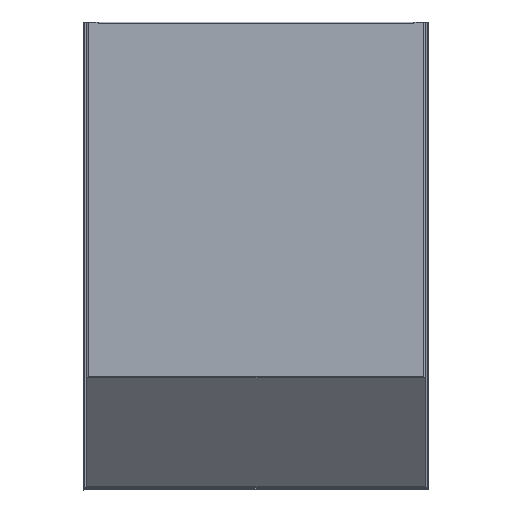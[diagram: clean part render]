
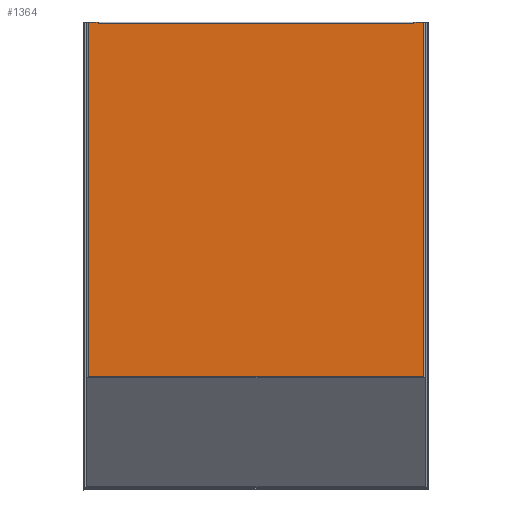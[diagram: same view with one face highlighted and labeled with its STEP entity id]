
A CAD part, front view. The second image highlights one B-rep face of the part: STEP entity #1364.
In plain terms, the highlighted planar face has unit normal (0, -1, 0).
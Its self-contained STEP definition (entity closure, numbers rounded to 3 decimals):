
#75=CARTESIAN_POINT('',(-173.,-110.,-366.128));
#93=DIRECTION('',(0.,0.,-1.));
#94=VECTOR('',#93,366.128);
#95=CARTESIAN_POINT('',(-173.,-110.,0.));
#96=LINE('',#95,#94);
#154=DIRECTION('',(1.,0.,0.));
#155=VECTOR('',#154,346.);
#156=CARTESIAN_POINT('',(-173.,-110.,-366.128));
#157=LINE('',#156,#155);
#176=DIRECTION('',(0.5,0.,-0.866));
#177=VECTOR('',#176,2.078);
#178=CARTESIAN_POINT('',(-164.039,-110.,0.));
#179=LINE('',#178,#177);
#180=DIRECTION('',(0.5,0.,0.866));
#181=VECTOR('',#180,2.078);
#182=CARTESIAN_POINT('',(163.,-110.,-1.8));
#183=LINE('',#182,#181);
#188=DIRECTION('',(-1.,0.,0.));
#189=VECTOR('',#188,8.961);
#190=CARTESIAN_POINT('',(-164.039,-110.,0.));
#191=LINE('',#190,#189);
#443=DIRECTION('',(0.,0.,1.));
#444=VECTOR('',#443,366.128);
#445=CARTESIAN_POINT('',(173.,-110.,-366.128));
#446=LINE('',#445,#444);
#480=DIRECTION('',(-1.,0.,0.));
#481=VECTOR('',#480,8.961);
#482=CARTESIAN_POINT('',(173.,-110.,0.));
#483=LINE('',#482,#481);
#498=DIRECTION('',(-1.,0.,0.));
#499=VECTOR('',#498,326.);
#500=CARTESIAN_POINT('',(163.,-110.,-1.8));
#501=LINE('',#500,#499);
#834=VERTEX_POINT('',#75);
#835=CARTESIAN_POINT('',(-173.,-110.,0.));
#836=VERTEX_POINT('',#835);
#863=CARTESIAN_POINT('',(173.,-110.,-366.128));
#864=VERTEX_POINT('',#863);
#866=CARTESIAN_POINT('',(-164.039,-110.,0.));
#867=CARTESIAN_POINT('',(-163.,-110.,-1.8));
#868=VERTEX_POINT('',#866);
#869=VERTEX_POINT('',#867);
#870=CARTESIAN_POINT('',(163.,-110.,-1.8));
#871=VERTEX_POINT('',#870);
#872=CARTESIAN_POINT('',(164.039,-110.,0.));
#873=VERTEX_POINT('',#872);
#874=CARTESIAN_POINT('',(173.,-110.,0.));
#875=VERTEX_POINT('',#874);
#1343=CARTESIAN_POINT('',(-174.8,-110.,0.));
#1344=DIRECTION('',(0.,-1.,0.));
#1345=DIRECTION('',(0.,0.,-1.));
#1346=AXIS2_PLACEMENT_3D('',#1343,#1344,#1345);
#1347=PLANE('',#1346);
#1349=ORIENTED_EDGE('',*,*,#1348,.T.);
#1351=ORIENTED_EDGE('',*,*,#1350,.F.);
#1353=ORIENTED_EDGE('',*,*,#1352,.T.);
#1355=ORIENTED_EDGE('',*,*,#1354,.F.);
#1357=ORIENTED_EDGE('',*,*,#1356,.F.);
#1358=ORIENTED_EDGE('',*,*,#1333,.F.);
#1359=ORIENTED_EDGE('',*,*,#1145,.F.);
#1361=ORIENTED_EDGE('',*,*,#1360,.F.);
#1362=EDGE_LOOP('',(#1349,#1351,#1353,#1355,#1357,#1358,#1359,#1361));
#1363=FACE_OUTER_BOUND('',#1362,.F.);
#1364=ADVANCED_FACE('',(#1363),#1347,.T.);
#1145=EDGE_CURVE('',#836,#834,#96,.T.);
#1333=EDGE_CURVE('',#834,#864,#157,.T.);
#1348=EDGE_CURVE('',#868,#869,#179,.T.);
#1350=EDGE_CURVE('',#871,#869,#501,.T.);
#1352=EDGE_CURVE('',#871,#873,#183,.T.);
#1354=EDGE_CURVE('',#875,#873,#483,.T.);
#1356=EDGE_CURVE('',#864,#875,#446,.T.);
#1360=EDGE_CURVE('',#868,#836,#191,.T.);
